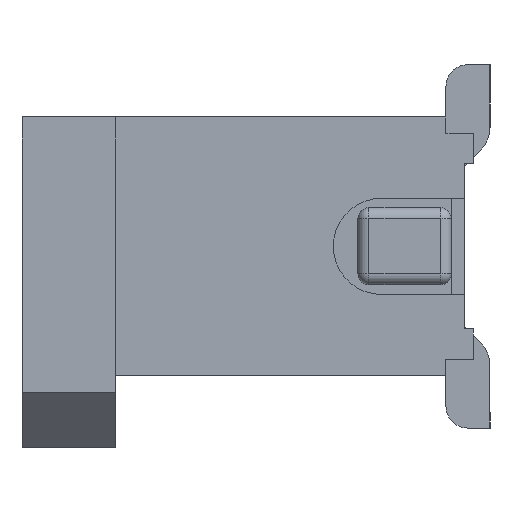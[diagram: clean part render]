
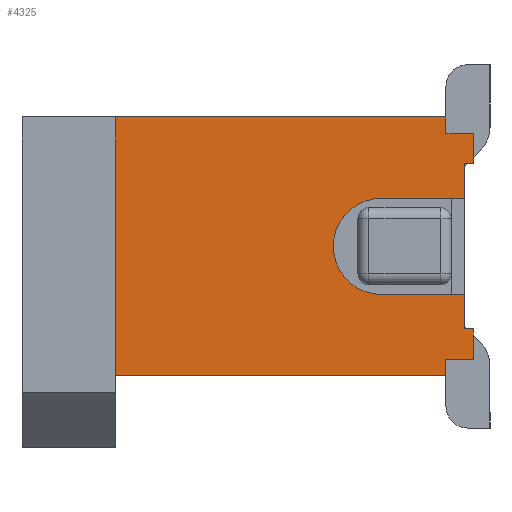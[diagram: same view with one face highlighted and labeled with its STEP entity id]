
A CAD part, left-side view. The second image highlights one B-rep face of the part: STEP entity #4325.
In plain terms, the highlighted planar face has unit normal (-1, 0, 0).
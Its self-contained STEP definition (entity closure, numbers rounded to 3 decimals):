
#50 = EDGE_CURVE ( 'NONE', #3062, #2236, #4031, .T. ) ;
#81 = CARTESIAN_POINT ( 'NONE',  ( -5.225, 0.235, -0.75 ) ) ;
#184 = ORIENTED_EDGE ( 'NONE', *, *, #4657, .T. ) ;
#220 = CARTESIAN_POINT ( 'NONE',  ( -5.225, 0.985, -0.438 ) ) ;
#237 = EDGE_CURVE ( 'NONE', #493, #3062, #2150, .T. ) ;
#262 = ORIENTED_EDGE ( 'NONE', *, *, #50, .T. ) ;
#304 = CARTESIAN_POINT ( 'NONE',  ( -5.225, 0.4, 1.175 ) ) ;
#405 = DIRECTION ( 'NONE',  ( 0., 0., 1. ) ) ;
#429 = LINE ( 'NONE', #1405, #812 ) ;
#453 = PLANE ( 'NONE',  #3049 ) ;
#493 = VERTEX_POINT ( 'NONE', #4944 ) ;
#570 = EDGE_CURVE ( 'NONE', #2988, #3629, #688, .T. ) ;
#601 = ORIENTED_EDGE ( 'NONE', *, *, #2882, .F. ) ;
#622 = CARTESIAN_POINT ( 'NONE',  ( -5.225, 0.235, 0.75 ) ) ;
#626 = VERTEX_POINT ( 'NONE', #304 ) ;
#668 = EDGE_CURVE ( 'NONE', #2988, #4268, #2559, .T. ) ;
#688 = LINE ( 'NONE', #1500, #937 ) ;
#714 = EDGE_LOOP ( 'NONE', ( #601, #1835, #184, #1152, #2532, #262, #4569, #2526, #1145, #3358, #1763, #3866, #2727, #4727, #3385, #5298 ) ) ;
#752 = DIRECTION ( 'NONE',  ( 0., 0., 1. ) ) ;
#763 = VERTEX_POINT ( 'NONE', #3417 ) ;
#772 = LINE ( 'NONE', #4225, #2226 ) ;
#793 = CARTESIAN_POINT ( 'NONE',  ( -5.225, 0.985, 0.438 ) ) ;
#812 = VECTOR ( 'NONE', #2165, 1000. ) ;
#824 = CARTESIAN_POINT ( 'NONE',  ( -5.225, 3.4, -1.175 ) ) ;
#927 = CARTESIAN_POINT ( 'NONE',  ( -5.225, 17.511, 1.175 ) ) ;
#937 = VECTOR ( 'NONE', #752, 1000. ) ;
#951 = EDGE_CURVE ( 'NONE', #2236, #626, #772, .T. ) ;
#982 = DIRECTION ( 'NONE',  ( 0., 0., 1. ) ) ;
#988 = VECTOR ( 'NONE', #3052, 1000. ) ;
#1041 = LINE ( 'NONE', #1102, #1691 ) ;
#1076 = VECTOR ( 'NONE', #982, 1000. ) ;
#1102 = CARTESIAN_POINT ( 'NONE',  ( -5.225, 0.985, -0.438 ) ) ;
#1129 = DIRECTION ( 'NONE',  ( -1., 0., 0. ) ) ;
#1145 = ORIENTED_EDGE ( 'NONE', *, *, #570, .F. ) ;
#1152 = ORIENTED_EDGE ( 'NONE', *, *, #1613, .T. ) ;
#1282 = LINE ( 'NONE', #3740, #4206 ) ;
#1322 = CARTESIAN_POINT ( 'NONE',  ( -5.225, 0.4, -1.175 ) ) ;
#1405 = CARTESIAN_POINT ( 'NONE',  ( -5.225, 17.511, 1.175 ) ) ;
#1470 = EDGE_CURVE ( 'NONE', #5448, #3221, #5156, .T. ) ;
#1490 = EDGE_CURVE ( 'NONE', #3629, #626, #429, .T. ) ;
#1500 = CARTESIAN_POINT ( 'NONE',  ( -5.225, 3.4, 1.175 ) ) ;
#1567 = EDGE_CURVE ( 'NONE', #3386, #1712, #4854, .T. ) ;
#1613 = EDGE_CURVE ( 'NONE', #5127, #493, #3979, .T. ) ;
#1687 = VERTEX_POINT ( 'NONE', #3633 ) ;
#1691 = VECTOR ( 'NONE', #1885, 1000. ) ;
#1712 = VERTEX_POINT ( 'NONE', #793 ) ;
#1742 = CARTESIAN_POINT ( 'NONE',  ( -5.225, 0.4, -1.175 ) ) ;
#1763 = ORIENTED_EDGE ( 'NONE', *, *, #4292, .T. ) ;
#1766 = FACE_OUTER_BOUND ( 'NONE', #714, .T. ) ;
#1835 = ORIENTED_EDGE ( 'NONE', *, *, #1567, .F. ) ;
#1885 = DIRECTION ( 'NONE',  ( 0., -1., 0. ) ) ;
#1908 = DIRECTION ( 'NONE',  ( 0., -1., 0. ) ) ;
#2088 = VERTEX_POINT ( 'NONE', #5336 ) ;
#2110 = LINE ( 'NONE', #4251, #3460 ) ;
#2112 = VECTOR ( 'NONE', #1908, 1000. ) ;
#2142 = EDGE_CURVE ( 'NONE', #2088, #5448, #1282, .T. ) ;
#2150 = LINE ( 'NONE', #4212, #4684 ) ;
#2165 = DIRECTION ( 'NONE',  ( 0., -1., 0. ) ) ;
#2186 = DIRECTION ( 'NONE',  ( 0., 0., -1. ) ) ;
#2226 = VECTOR ( 'NONE', #405, 1000. ) ;
#2236 = VERTEX_POINT ( 'NONE', #3500 ) ;
#2238 = LINE ( 'NONE', #1742, #3479 ) ;
#2274 = EDGE_CURVE ( 'NONE', #1687, #763, #4309, .T. ) ;
#2399 = VERTEX_POINT ( 'NONE', #220 ) ;
#2526 = ORIENTED_EDGE ( 'NONE', *, *, #1490, .F. ) ;
#2532 = ORIENTED_EDGE ( 'NONE', *, *, #237, .T. ) ;
#2556 = DIRECTION ( 'NONE',  ( 0., 1., 0. ) ) ;
#2559 = LINE ( 'NONE', #4704, #4762 ) ;
#2560 = DIRECTION ( 'NONE',  ( 0., -1., 0. ) ) ;
#2568 = AXIS2_PLACEMENT_3D ( 'NONE', #4936, #1129, #3697 ) ;
#2692 = CARTESIAN_POINT ( 'NONE',  ( -5.225, 0.15, 1.175 ) ) ;
#2727 = ORIENTED_EDGE ( 'NONE', *, *, #1470, .T. ) ;
#2882 = EDGE_CURVE ( 'NONE', #1712, #2399, #4781, .T. ) ;
#2988 = VERTEX_POINT ( 'NONE', #824 ) ;
#3013 = DIRECTION ( 'NONE',  ( 0., -1., 0. ) ) ;
#3049 = AXIS2_PLACEMENT_3D ( 'NONE', #927, #3948, #2186 ) ;
#3052 = DIRECTION ( 'NONE',  ( 0., 0., 1. ) ) ;
#3062 = VERTEX_POINT ( 'NONE', #5041 ) ;
#3118 = CARTESIAN_POINT ( 'NONE',  ( -5.225, 0.235, -0.75 ) ) ;
#3221 = VERTEX_POINT ( 'NONE', #4405 ) ;
#3244 = DIRECTION ( 'NONE',  ( 0., 1., 0. ) ) ;
#3260 = DIRECTION ( 'NONE',  ( 0., 1., 0. ) ) ;
#3358 = ORIENTED_EDGE ( 'NONE', *, *, #668, .T. ) ;
#3385 = ORIENTED_EDGE ( 'NONE', *, *, #2274, .T. ) ;
#3386 = VERTEX_POINT ( 'NONE', #4572 ) ;
#3417 = CARTESIAN_POINT ( 'NONE',  ( -5.225, 0.235, -0.438 ) ) ;
#3460 = VECTOR ( 'NONE', #2556, 1000. ) ;
#3479 = VECTOR ( 'NONE', #5151, 1000. ) ;
#3482 = LINE ( 'NONE', #81, #988 ) ;
#3500 = CARTESIAN_POINT ( 'NONE',  ( -5.225, 0.4, 1.025 ) ) ;
#3509 = VECTOR ( 'NONE', #3260, 1000. ) ;
#3594 = CARTESIAN_POINT ( 'NONE',  ( -5.225, 0.15, -1.025 ) ) ;
#3595 = CARTESIAN_POINT ( 'NONE',  ( -5.225, 3.4, 1.175 ) ) ;
#3607 = CARTESIAN_POINT ( 'NONE',  ( -5.225, -0.515, 0.438 ) ) ;
#3620 = VECTOR ( 'NONE', #3244, 1000. ) ;
#3629 = VERTEX_POINT ( 'NONE', #3595 ) ;
#3633 = CARTESIAN_POINT ( 'NONE',  ( -5.225, 0.235, -0.75 ) ) ;
#3697 = DIRECTION ( 'NONE',  ( 0., 0., 1. ) ) ;
#3728 = EDGE_CURVE ( 'NONE', #3221, #1687, #2110, .T. ) ;
#3740 = CARTESIAN_POINT ( 'NONE',  ( -5.225, 0.15, -1.025 ) ) ;
#3748 = CARTESIAN_POINT ( 'NONE',  ( -5.225, 0.235, 0.75 ) ) ;
#3866 = ORIENTED_EDGE ( 'NONE', *, *, #2142, .T. ) ;
#3948 = DIRECTION ( 'NONE',  ( 1., 0., 0. ) ) ;
#3979 = LINE ( 'NONE', #622, #2112 ) ;
#4028 = EDGE_CURVE ( 'NONE', #2399, #763, #1041, .T. ) ;
#4031 = LINE ( 'NONE', #4054, #3509 ) ;
#4054 = CARTESIAN_POINT ( 'NONE',  ( -5.225, 0.15, 1.025 ) ) ;
#4120 = VECTOR ( 'NONE', #4808, 1000. ) ;
#4206 = VECTOR ( 'NONE', #2560, 1000. ) ;
#4212 = CARTESIAN_POINT ( 'NONE',  ( -5.225, 0.15, 1.175 ) ) ;
#4225 = CARTESIAN_POINT ( 'NONE',  ( -5.225, 0.4, 1.175 ) ) ;
#4251 = CARTESIAN_POINT ( 'NONE',  ( -5.225, 0.235, -0.75 ) ) ;
#4268 = VERTEX_POINT ( 'NONE', #1322 ) ;
#4292 = EDGE_CURVE ( 'NONE', #4268, #2088, #2238, .T. ) ;
#4309 = LINE ( 'NONE', #3118, #4120 ) ;
#4325 = ADVANCED_FACE ( 'NONE', ( #1766 ), #453, .F. ) ;
#4405 = CARTESIAN_POINT ( 'NONE',  ( -5.225, 0.15, -0.75 ) ) ;
#4569 = ORIENTED_EDGE ( 'NONE', *, *, #951, .T. ) ;
#4572 = CARTESIAN_POINT ( 'NONE',  ( -5.225, 0.235, 0.438 ) ) ;
#4657 = EDGE_CURVE ( 'NONE', #3386, #5127, #3482, .T. ) ;
#4684 = VECTOR ( 'NONE', #5141, 1000. ) ;
#4704 = CARTESIAN_POINT ( 'NONE',  ( -5.225, 17.511, -1.175 ) ) ;
#4727 = ORIENTED_EDGE ( 'NONE', *, *, #3728, .T. ) ;
#4762 = VECTOR ( 'NONE', #3013, 1000. ) ;
#4781 = CIRCLE ( 'NONE', #2568, 0.438 ) ;
#4808 = DIRECTION ( 'NONE',  ( 0., 0., 1. ) ) ;
#4854 = LINE ( 'NONE', #3607, #3620 ) ;
#4936 = CARTESIAN_POINT ( 'NONE',  ( -5.225, 0.985, 0. ) ) ;
#4944 = CARTESIAN_POINT ( 'NONE',  ( -5.225, 0.15, 0.75 ) ) ;
#5041 = CARTESIAN_POINT ( 'NONE',  ( -5.225, 0.15, 1.025 ) ) ;
#5127 = VERTEX_POINT ( 'NONE', #3748 ) ;
#5141 = DIRECTION ( 'NONE',  ( 0., 0., 1. ) ) ;
#5151 = DIRECTION ( 'NONE',  ( 0., 0., 1. ) ) ;
#5156 = LINE ( 'NONE', #2692, #1076 ) ;
#5298 = ORIENTED_EDGE ( 'NONE', *, *, #4028, .F. ) ;
#5336 = CARTESIAN_POINT ( 'NONE',  ( -5.225, 0.4, -1.025 ) ) ;
#5448 = VERTEX_POINT ( 'NONE', #3594 ) ;
